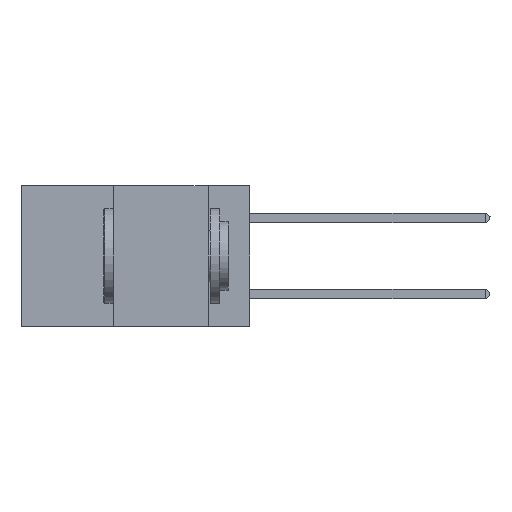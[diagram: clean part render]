
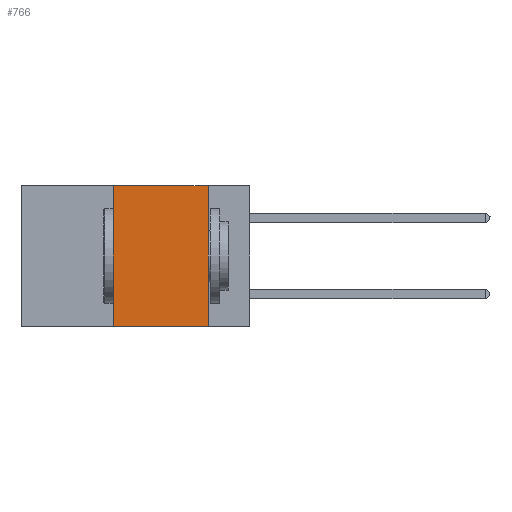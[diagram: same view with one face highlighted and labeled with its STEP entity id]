
A CAD part, left-side view. The second image highlights one B-rep face of the part: STEP entity #766.
In plain terms, the highlighted planar face has unit normal (-1, 0, 0).
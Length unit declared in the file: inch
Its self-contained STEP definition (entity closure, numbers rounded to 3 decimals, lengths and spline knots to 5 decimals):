
#156 = CARTESIAN_POINT ( 'NONE',  ( 0., 0.11, -0.37 ) ) ;
#397 = DIRECTION ( 'NONE',  ( 0., 0., 1. ) ) ;
#688 = AXIS2_PLACEMENT_3D ( 'NONE', #7348, #15901, #5045 ) ;
#766 = ADVANCED_FACE ( 'NONE', ( #17734 ), #7287, .F. ) ;
#999 = LINE ( 'NONE', #1854, #7674 ) ;
#1004 = EDGE_CURVE ( 'NONE', #5729, #16154, #17951, .T. ) ;
#1724 = DIRECTION ( 'NONE',  ( 0., -1., 0. ) ) ;
#1854 = CARTESIAN_POINT ( 'NONE',  ( 0., 0.6, -0.37 ) ) ;
#2071 = LINE ( 'NONE', #14885, #9519 ) ;
#2766 = LINE ( 'NONE', #3479, #17607 ) ;
#2973 = ORIENTED_EDGE ( 'NONE', *, *, #18022, .F. ) ;
#3096 = EDGE_LOOP ( 'NONE', ( #9454, #2973, #10589, #15678 ) ) ;
#3479 = CARTESIAN_POINT ( 'NONE',  ( 0., 0.36, 0. ) ) ;
#5045 = DIRECTION ( 'NONE',  ( 0., 0., -1. ) ) ;
#5729 = VERTEX_POINT ( 'NONE', #12820 ) ;
#6733 = DIRECTION ( 'NONE',  ( 0., 0., -1. ) ) ;
#7287 = PLANE ( 'NONE',  #688 ) ;
#7348 = CARTESIAN_POINT ( 'NONE',  ( 0., 0.6, 0. ) ) ;
#7674 = VECTOR ( 'NONE', #9294, 39.37008 ) ;
#8653 = VERTEX_POINT ( 'NONE', #12237 ) ;
#9288 = EDGE_CURVE ( 'NONE', #17133, #8653, #2766, .T. ) ;
#9294 = DIRECTION ( 'NONE',  ( 0., -1., 0. ) ) ;
#9454 = ORIENTED_EDGE ( 'NONE', *, *, #1004, .F. ) ;
#9519 = VECTOR ( 'NONE', #1724, 39.37008 ) ;
#9881 = CARTESIAN_POINT ( 'NONE',  ( 0., 0.36, -0.37 ) ) ;
#10589 = ORIENTED_EDGE ( 'NONE', *, *, #9288, .F. ) ;
#12237 = CARTESIAN_POINT ( 'NONE',  ( 0., 0.36, 0. ) ) ;
#12820 = CARTESIAN_POINT ( 'NONE',  ( 0., 0.11, 0. ) ) ;
#13115 = EDGE_CURVE ( 'NONE', #17133, #16154, #999, .T. ) ;
#14885 = CARTESIAN_POINT ( 'NONE',  ( 0., 0.6, 0. ) ) ;
#15678 = ORIENTED_EDGE ( 'NONE', *, *, #13115, .T. ) ;
#15901 = DIRECTION ( 'NONE',  ( 1., 0., 0. ) ) ;
#16154 = VERTEX_POINT ( 'NONE', #156 ) ;
#17083 = VECTOR ( 'NONE', #6733, 39.37008 ) ;
#17133 = VERTEX_POINT ( 'NONE', #9881 ) ;
#17607 = VECTOR ( 'NONE', #397, 39.37008 ) ;
#17734 = FACE_OUTER_BOUND ( 'NONE', #3096, .T. ) ;
#17755 = CARTESIAN_POINT ( 'NONE',  ( 0., 0.11, 0. ) ) ;
#17951 = LINE ( 'NONE', #17755, #17083 ) ;
#18022 = EDGE_CURVE ( 'NONE', #8653, #5729, #2071, .T. ) ;
